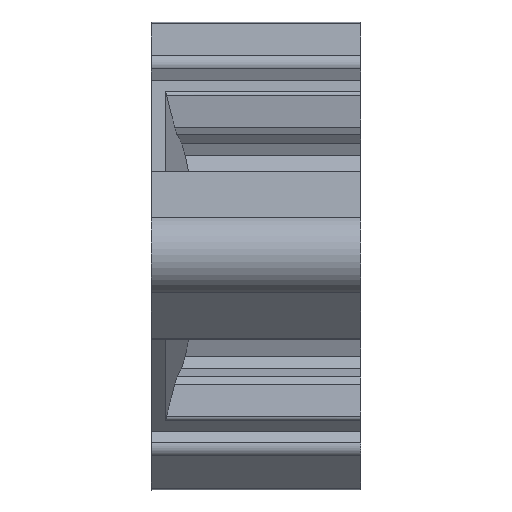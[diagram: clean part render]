
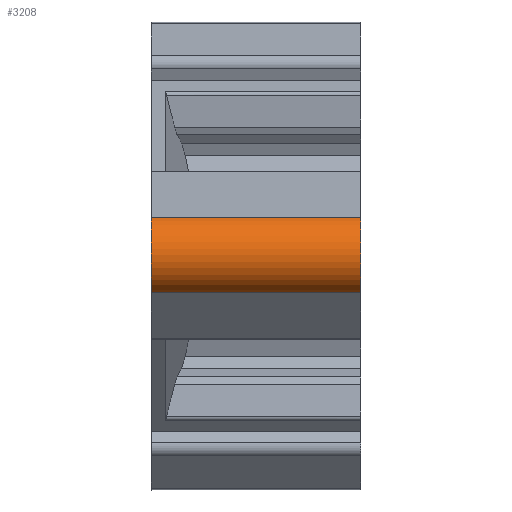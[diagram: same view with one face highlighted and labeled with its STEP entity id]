
A CAD part, top view. The second image highlights one B-rep face of the part: STEP entity #3208.
In plain terms, the highlighted cylindrical face has radius 1 mm (diameter 2 mm), a partial arc.
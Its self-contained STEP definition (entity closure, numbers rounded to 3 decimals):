
#463=AXIS2_PLACEMENT_3D('Circle Axis2P3D',#461,#462,$) ;
#3188=AXIS2_PLACEMENT_3D('Cylinder Axis2P3D',#3185,#3186,#3187) ;
#3199=AXIS2_PLACEMENT_3D('Circle Axis2P3D',#3197,#3198,$) ;
#458=CARTESIAN_POINT('Vertex',(0.,4.749,22.073)) ;
#461=CARTESIAN_POINT('Axis2P3D Location',(0.,5.657,21.655)) ;
#465=CARTESIAN_POINT('Vertex',(0.,6.565,22.073)) ;
#3166=CARTESIAN_POINT('Line Origine',(2.537,6.565,22.073)) ;
#3170=CARTESIAN_POINT('Vertex',(5.075,6.565,22.073)) ;
#3185=CARTESIAN_POINT('Axis2P3D Location',(2.538,5.657,21.655)) ;
#3190=CARTESIAN_POINT('Line Origine',(2.537,4.749,22.073)) ;
#3194=CARTESIAN_POINT('Vertex',(5.075,4.749,22.073)) ;
#3197=CARTESIAN_POINT('Axis2P3D Location',(5.075,5.657,21.655)) ;
#462=DIRECTION('Axis2P3D Direction',(-1.,0.,0.)) ;
#3167=DIRECTION('Vector Direction',(-1.,0.,0.)) ;
#3186=DIRECTION('Axis2P3D Direction',(-1.,0.,0.)) ;
#3187=DIRECTION('Axis2P3D XDirection',(0.,-0.908,0.419)) ;
#3191=DIRECTION('Vector Direction',(-1.,0.,0.)) ;
#3198=DIRECTION('Axis2P3D Direction',(-1.,0.,0.)) ;
#3168=VECTOR('Line Direction',#3167,1.) ;
#3192=VECTOR('Line Direction',#3191,1.) ;
#3203=ORIENTED_EDGE('',*,*,#3196,.F.) ;
#3204=ORIENTED_EDGE('',*,*,#3201,.T.) ;
#3205=ORIENTED_EDGE('',*,*,#3172,.T.) ;
#3206=ORIENTED_EDGE('',*,*,#467,.F.) ;
#3208=ADVANCED_FACE('V1',(#3207),#3189,.T.) ;
#464=CIRCLE('generated circle',#463,1.) ;
#3200=CIRCLE('generated circle',#3199,1.) ;
#3189=CYLINDRICAL_SURFACE('generated cylinder',#3188,1.) ;
#467=EDGE_CURVE('',#459,#466,#464,.T.) ;
#3172=EDGE_CURVE('',#3171,#466,#3169,.T.) ;
#3196=EDGE_CURVE('',#3195,#459,#3193,.T.) ;
#3201=EDGE_CURVE('',#3195,#3171,#3200,.T.) ;
#3202=EDGE_LOOP('',(#3203,#3204,#3205,#3206)) ;
#3207=FACE_OUTER_BOUND('',#3202,.T.) ;
#3169=LINE('Line',#3166,#3168) ;
#3193=LINE('Line',#3190,#3192) ;
#459=VERTEX_POINT('',#458) ;
#466=VERTEX_POINT('',#465) ;
#3171=VERTEX_POINT('',#3170) ;
#3195=VERTEX_POINT('',#3194) ;
